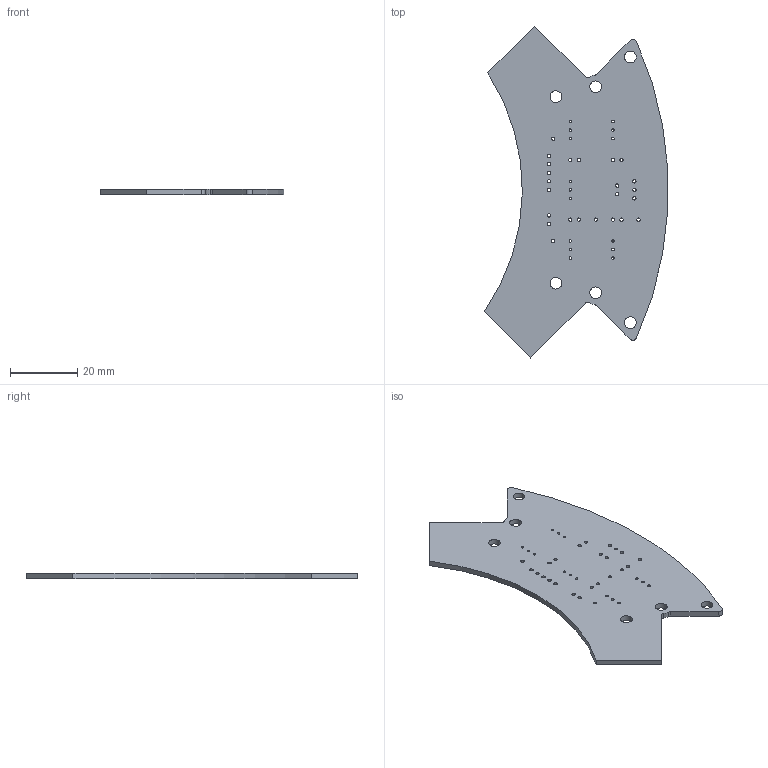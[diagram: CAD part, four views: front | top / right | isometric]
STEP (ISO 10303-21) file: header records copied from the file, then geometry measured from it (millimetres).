
FILE_DESCRIPTION(('KiCad electronic assembly'),'2;1');
FILE_NAME('Right_plate.step','2024-08-13T21:01:34',('Pcbnew'),('Kicad'), 'Open CASCADE STEP processor 7.6','KiCad to STEP converter','Unknown' );
FILE_SCHEMA(('AUTOMOTIVE_DESIGN { 1 0 10303 214 1 1 1 1 }'));
Length unit declared in the file: millimetre
Products named in the file (2): Right_plate 1; Right_plate PCB
Assembly tree (1 placements, depth 2):
  Right_plate 1
    Right_plate PCB
Bounding box: 54.64 x 98.91 x 1.6 mm (x, y, z)
Volume: 5808.4 mm3; surface area: 8008.6 mm2
Topology: 1 solids, 1 shells, 63 faces, 183 edges, 122 vertices
Faces by surface type: cylinder 55, plane 8
Full cylindrical faces by diameter (mm): 0.762 x15, 1 x24, 3.5 x6
Entity records: 4753 total; most frequent: DIRECTION 789, CARTESIAN_POINT 736, ORIENTED_EDGE 366, PCURVE 366, DEFINITIONAL_REPRESENTATION 366, LINE 329, VECTOR 329, CIRCLE 220
